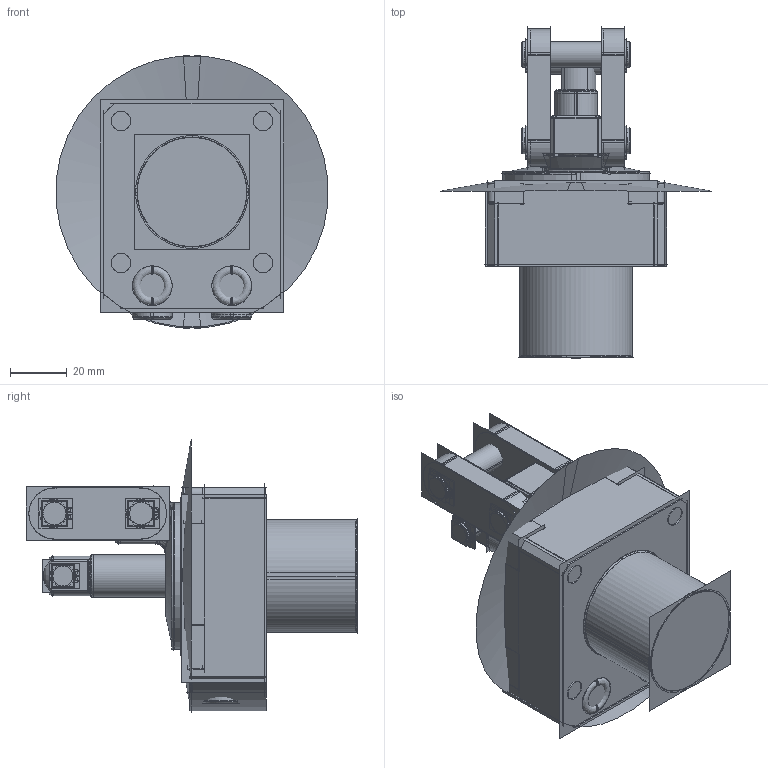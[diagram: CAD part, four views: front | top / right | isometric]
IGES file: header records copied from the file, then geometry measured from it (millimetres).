
Start section:  PTC IGES file: ilcmv41621800.igs
Global section: file name: ilcmv41621800.igs; native system: Creo Parametric by Parametric Technology Corporation; preprocessor: 2013320; author: ngp; organization: Unknown; date: 20181106.144630; units: millimetre
Bounding box: 95.71 x 116.81 x 95.87 mm (x, y, z)
Surface area: 105441.7 mm2 (no closed solid volume)
Topology: 0 solids, 0 shells, 802 faces, 9964 edges, 12199 vertices
Faces by surface type: revolution 506, bspline 296
